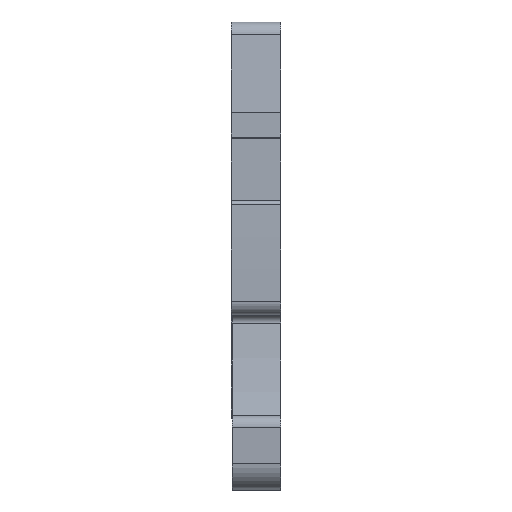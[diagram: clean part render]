
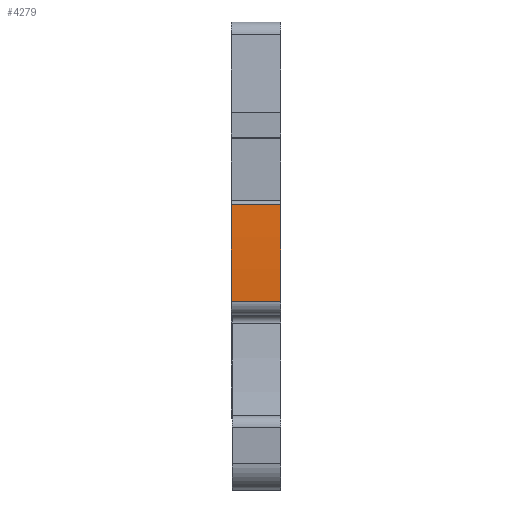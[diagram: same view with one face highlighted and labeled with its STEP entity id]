
A CAD part, front view. The second image highlights one B-rep face of the part: STEP entity #4279.
In plain terms, the highlighted cylindrical face has radius 122.182 mm (diameter 244.364 mm), a partial arc.
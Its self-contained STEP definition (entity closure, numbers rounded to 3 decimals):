
#397=AXIS2_PLACEMENT_3D('Circle Axis2P3D',#395,#396,$) ;
#3190=AXIS2_PLACEMENT_3D('Circle Axis2P3D',#3188,#3189,$) ;
#4266=AXIS2_PLACEMENT_3D('Cylinder Axis2P3D',#4263,#4264,#4265) ;
#392=CARTESIAN_POINT('Vertex',(3.5,1.518,20.35)) ;
#395=CARTESIAN_POINT('Axis2P3D Location',(3.5,123.656,17.05)) ;
#399=CARTESIAN_POINT('Vertex',(3.5,1.528,13.42)) ;
#3185=CARTESIAN_POINT('Vertex',(0.,1.528,13.42)) ;
#3188=CARTESIAN_POINT('Axis2P3D Location',(0.,123.656,17.05)) ;
#3192=CARTESIAN_POINT('Vertex',(0.,1.518,20.35)) ;
#4251=CARTESIAN_POINT('Line Origine',(1.75,1.518,20.35)) ;
#4263=CARTESIAN_POINT('Axis2P3D Location',(1.75,123.656,17.05)) ;
#4268=CARTESIAN_POINT('Line Origine',(1.75,1.528,13.42)) ;
#396=DIRECTION('Axis2P3D Direction',(1.,0.,0.)) ;
#3189=DIRECTION('Axis2P3D Direction',(1.,0.,0.)) ;
#4252=DIRECTION('Vector Direction',(-1.,0.,0.)) ;
#4264=DIRECTION('Axis2P3D Direction',(1.,0.,0.)) ;
#4265=DIRECTION('Axis2P3D XDirection',(0.,-0.992,0.126)) ;
#4269=DIRECTION('Vector Direction',(1.,0.,0.)) ;
#4253=VECTOR('Line Direction',#4252,1.) ;
#4270=VECTOR('Line Direction',#4269,1.) ;
#4274=ORIENTED_EDGE('',*,*,#3194,.T.) ;
#4275=ORIENTED_EDGE('',*,*,#4272,.F.) ;
#4276=ORIENTED_EDGE('',*,*,#401,.F.) ;
#4277=ORIENTED_EDGE('',*,*,#4255,.T.) ;
#4279=ADVANCED_FACE('V1',(#4278),#4267,.T.) ;
#398=CIRCLE('generated circle',#397,122.182) ;
#3191=CIRCLE('generated circle',#3190,122.182) ;
#4267=CYLINDRICAL_SURFACE('generated cylinder',#4266,122.182) ;
#401=EDGE_CURVE('',#393,#400,#398,.T.) ;
#3194=EDGE_CURVE('',#3193,#3186,#3191,.T.) ;
#4255=EDGE_CURVE('',#393,#3193,#4254,.T.) ;
#4272=EDGE_CURVE('',#400,#3186,#4271,.F.) ;
#4273=EDGE_LOOP('',(#4274,#4275,#4276,#4277)) ;
#4278=FACE_OUTER_BOUND('',#4273,.T.) ;
#4254=LINE('Line',#4251,#4253) ;
#4271=LINE('Line',#4268,#4270) ;
#393=VERTEX_POINT('',#392) ;
#400=VERTEX_POINT('',#399) ;
#3186=VERTEX_POINT('',#3185) ;
#3193=VERTEX_POINT('',#3192) ;
